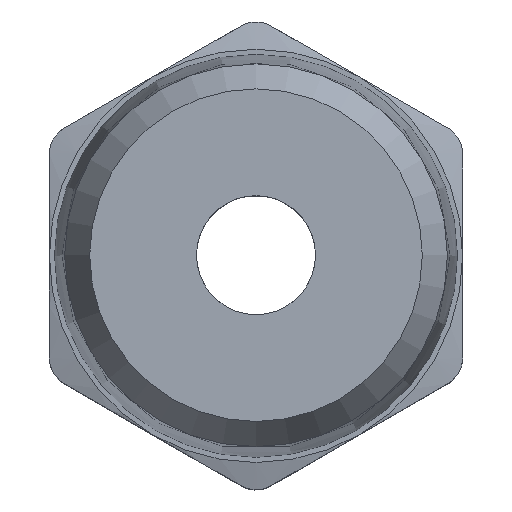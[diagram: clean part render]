
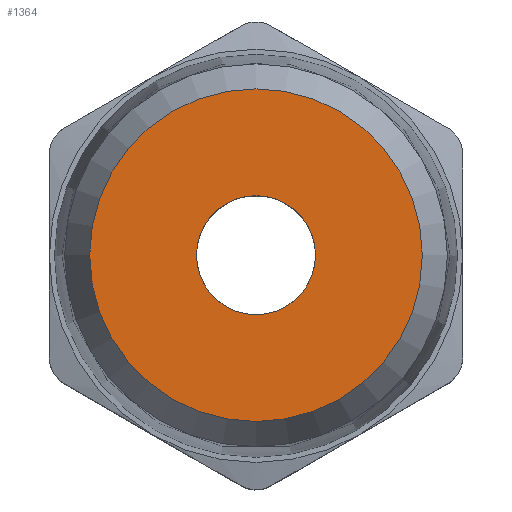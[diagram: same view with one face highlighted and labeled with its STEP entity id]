
A CAD part, top view. The second image highlights one B-rep face of the part: STEP entity #1364.
In plain terms, the highlighted planar face has unit normal (0, 0, 1).
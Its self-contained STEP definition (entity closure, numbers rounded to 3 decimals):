
#147=CIRCLE('',#1435,2.);
#170=CIRCLE('',#1493,5.591);
#406=ORIENTED_EDGE('',*,*,#606,.F.);
#407=ORIENTED_EDGE('',*,*,#743,.T.);
#606=EDGE_CURVE('',#803,#803,#147,.T.);
#743=EDGE_CURVE('',#910,#910,#170,.T.);
#803=VERTEX_POINT('',#1962);
#910=VERTEX_POINT('',#2445);
#1131=EDGE_LOOP('',(#406));
#1132=EDGE_LOOP('',(#407));
#1241=FACE_BOUND('',#1131,.T.);
#1242=FACE_BOUND('',#1132,.T.);
#1308=PLANE('',#1492);
#1364=ADVANCED_FACE('',(#1241,#1242),#1308,.F.);
#1435=AXIS2_PLACEMENT_3D('',#1961,#1596,#1597);
#1492=AXIS2_PLACEMENT_3D('',#2443,#1758,#1759);
#1493=AXIS2_PLACEMENT_3D('',#2444,#1760,#1761);
#1596=DIRECTION('',(0.,0.,1.));
#1597=DIRECTION('',(1.,0.,0.));
#1758=DIRECTION('',(0.,0.,-1.));
#1759=DIRECTION('',(-1.,0.,0.));
#1760=DIRECTION('',(0.,0.,1.));
#1761=DIRECTION('',(1.,0.,0.));
#1961=CARTESIAN_POINT('',(0.,0.,13.));
#1962=CARTESIAN_POINT('',(2.,0.,13.));
#2443=CARTESIAN_POINT('',(5.591,0.,13.));
#2444=CARTESIAN_POINT('',(0.,0.,13.));
#2445=CARTESIAN_POINT('',(5.591,0.,13.));
